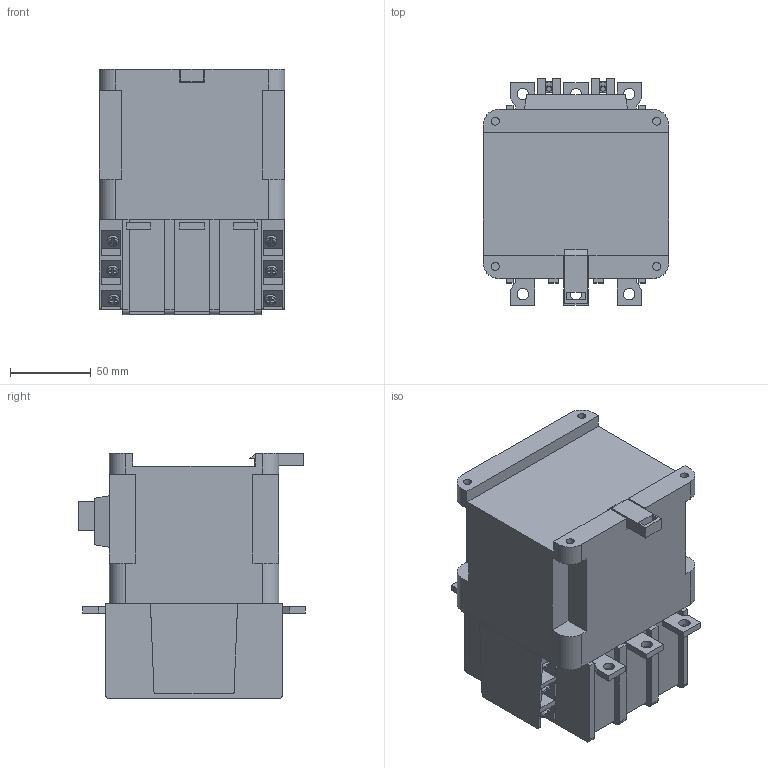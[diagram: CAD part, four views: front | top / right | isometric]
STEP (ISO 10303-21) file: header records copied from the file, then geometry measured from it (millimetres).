
FILE_DESCRIPTION (( 'STEP AP203' ), '1' );
FILE_NAME ('ﾏﾌ 12- 63ﾀ, 80ﾀ, 100ﾀ, 125ﾀ.STEP', '2018-06-18T08:41:53', ( '' ), ( '' ), 'SwSTEP 2.0', 'SolidWorks 2017', '' );
FILE_SCHEMA (( 'CONFIG_CONTROL_DESIGN' ));
Length unit declared in the file: millimetre
Products named in the file (1): ﾏﾌ 12- 63ﾀ, 80ﾀ, 100ﾀ, 125ﾀ
Bounding box: 115 x 140.5 x 152 mm (x, y, z)
Volume: 1601200.3 mm3; surface area: 115418.8 mm2
Topology: 2 solids, 2 shells, 530 faces, 1458 edges, 964 vertices
Faces by surface type: plane 426, cylinder 76, torus 28
Entity records: 17205 total; most frequent: CARTESIAN_POINT 3617, ORIENTED_EDGE 2916, DIRECTION 2652, EDGE_CURVE 1458, VECTOR 1102, LINE 1102, VERTEX_POINT 964, AXIS2_PLACEMENT_3D 775
